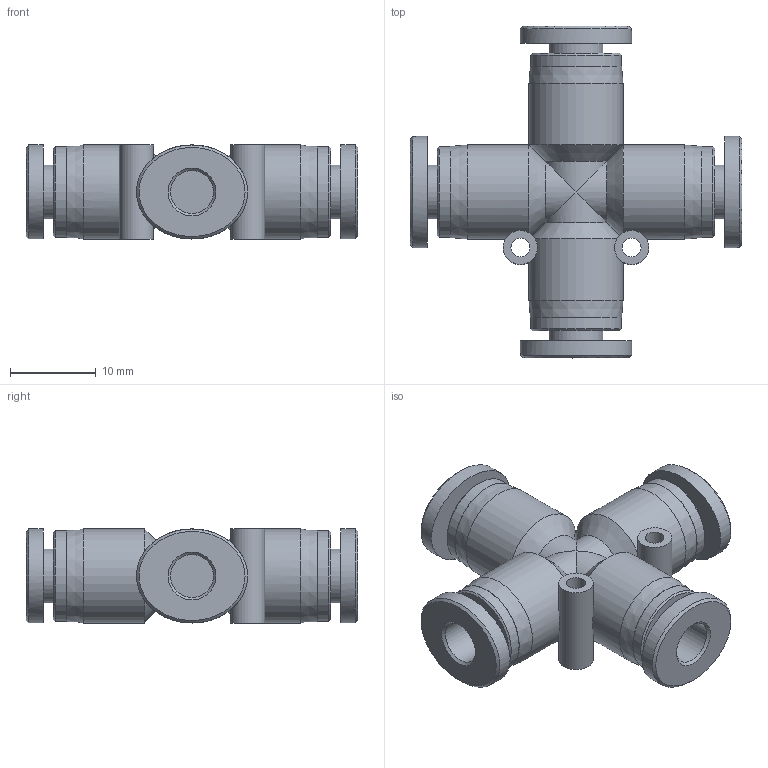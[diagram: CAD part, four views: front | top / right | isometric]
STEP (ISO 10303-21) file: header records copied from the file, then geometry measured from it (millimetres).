
FILE_DESCRIPTION((''),'2;1');
FILE_NAME('PZA 3_16.stp','2016-10-17T16:34:53',('Administrator'),(''),'Autodesk Inventor 2013','Autodesk Inventor 2013','');
FILE_SCHEMA(('CONFIG_CONTROL_DESIGN'));
Length unit declared in the file: millimetre
Products named in the file (3): PZA 3_16; NZA N3_16 BODY; SLEEVE N3_16L
Assembly tree (5 placements, depth 2):
  PZA 3_16
    NZA N3_16 BODY
    SLEEVE N3_16L  x4
Bounding box: 38.8 x 38.8 x 11 mm (x, y, z)
Volume: 4607.8 mm3; surface area: 5169.7 mm2
Topology: 5 solids, 5 shells, 88 faces, 163 edges, 89 vertices
Faces by surface type: cylinder 32, plane 28, cone 20, bspline 8
Full cylindrical faces by diameter (mm): 2.2 x2, 4 x2, 5 x8, 6.3 x4, 10.6 x4, 11 x4
Entity records: 1642 total; most frequent: CARTESIAN_POINT 476, DIRECTION 257, ORIENTED_EDGE 172, AXIS2_PLACEMENT_3D 124, EDGE_LOOP 91, EDGE_CURVE 86, VERTEX_POINT 55, FACE_OUTER_BOUND 55
